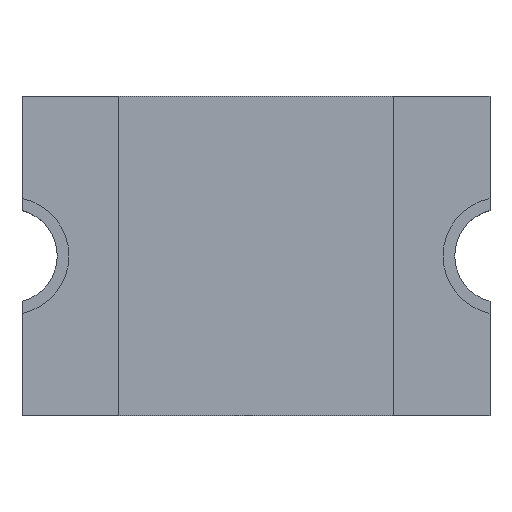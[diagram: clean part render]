
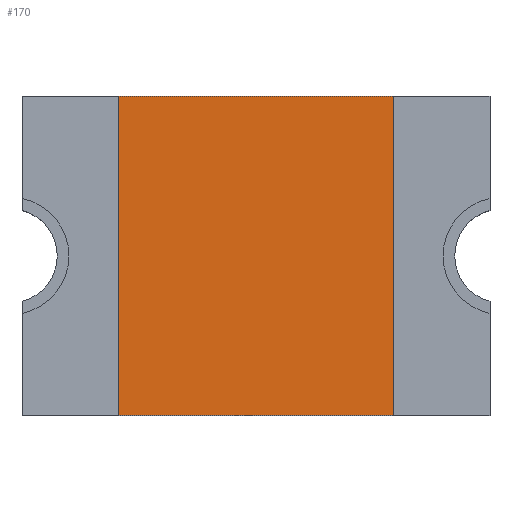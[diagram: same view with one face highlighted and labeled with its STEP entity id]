
A CAD part, top view. The second image highlights one B-rep face of the part: STEP entity #170.
In plain terms, the highlighted free-form (B-spline) face has degree [1, 1] with [2, 2] control points.
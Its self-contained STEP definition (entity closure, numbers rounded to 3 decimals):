
#81=CARTESIAN_POINT('',(-3.99,-0.98,1.6));
#82=VERTEX_POINT('',#81);
#89=CARTESIAN_POINT('',(-3.99,0.98,1.6));
#90=VERTEX_POINT('',#89);
#91=CARTESIAN_POINT('',(-4.19,0.,1.6));
#92=DIRECTION('',(0.0,0.0,-1.0));
#93=DIRECTION('',(1.0,0.0,0.0));
#94=AXIS2_PLACEMENT_3D('',#91,#92,#93);
#95=CIRCLE('',#94,1.0);
#96=EDGE_CURVE('',#90,#82,#95,.T.);
#107=CARTESIAN_POINT('',(3.99,2.72,1.6));
#108=CARTESIAN_POINT('',(3.99,-2.72,1.6));
#109=CARTESIAN_POINT('',(-3.99,2.72,1.6));
#110=CARTESIAN_POINT('',(-3.99,-2.72,1.6));
#111=B_SPLINE_SURFACE_WITH_KNOTS('',1,1,((#107,#109),(#108,#110)),.UNSPECIFIED.,.F.,.F.,.U.,(2,2),(2,2),(0.0,5.44),(0.0,7.98),.UNSPECIFIED.);
#112=ORIENTED_EDGE('',*,*,#96,.T.);
#113=CARTESIAN_POINT('',(-3.99,-2.72,1.6));
#114=VERTEX_POINT('',#113);
#115=CARTESIAN_POINT('',(-3.99,-2.72,1.6));
#116=DIRECTION('',(0.0,1.0,0.0));
#117=VECTOR('',#116,1.74);
#118=LINE('',#115,#117);
#119=EDGE_CURVE('',#82,#114,#118,.F.);
#120=ORIENTED_EDGE('',*,*,#119,.T.);
#121=CARTESIAN_POINT('',(3.99,-2.72,1.6));
#122=VERTEX_POINT('',#121);
#123=CARTESIAN_POINT('',(3.99,-2.72,1.6));
#124=DIRECTION('',(-1.0,0.0,0.0));
#125=VECTOR('',#124,7.98);
#126=LINE('',#123,#125);
#127=EDGE_CURVE('',#114,#122,#126,.F.);
#128=ORIENTED_EDGE('',*,*,#127,.T.);
#129=CARTESIAN_POINT('',(3.99,-0.98,1.6));
#130=VERTEX_POINT('',#129);
#131=CARTESIAN_POINT('',(3.99,-0.98,1.6));
#132=DIRECTION('',(0.0,-1.0,0.0));
#133=VECTOR('',#132,1.74);
#134=LINE('',#131,#133);
#135=EDGE_CURVE('',#130,#122,#134,.T.);
#136=ORIENTED_EDGE('',*,*,#135,.F.);
#137=CARTESIAN_POINT('',(3.99,0.98,1.6));
#138=VERTEX_POINT('',#137);
#139=CARTESIAN_POINT('',(4.19,0.,1.6));
#140=DIRECTION('',(0.0,0.0,-1.0));
#141=DIRECTION('',(-1.0,0.0,0.0));
#142=AXIS2_PLACEMENT_3D('',#139,#140,#141);
#143=CIRCLE('',#142,1.0);
#144=EDGE_CURVE('',#130,#138,#143,.T.);
#145=ORIENTED_EDGE('',*,*,#144,.T.);
#146=CARTESIAN_POINT('',(3.99,2.72,1.6));
#147=VERTEX_POINT('',#146);
#148=CARTESIAN_POINT('',(3.99,2.72,1.6));
#149=DIRECTION('',(0.0,-1.0,0.0));
#150=VECTOR('',#149,1.74);
#151=LINE('',#148,#150);
#152=EDGE_CURVE('',#147,#138,#151,.T.);
#153=ORIENTED_EDGE('',*,*,#152,.F.);
#154=CARTESIAN_POINT('',(-3.99,2.72,1.6));
#155=VERTEX_POINT('',#154);
#156=CARTESIAN_POINT('',(3.99,2.72,1.6));
#157=DIRECTION('',(-1.0,0.0,0.0));
#158=VECTOR('',#157,7.98);
#159=LINE('',#156,#158);
#160=EDGE_CURVE('',#147,#155,#159,.T.);
#161=ORIENTED_EDGE('',*,*,#160,.T.);
#162=CARTESIAN_POINT('',(-3.99,0.98,1.6));
#163=DIRECTION('',(0.0,1.0,0.0));
#164=VECTOR('',#163,1.74);
#165=LINE('',#162,#164);
#166=EDGE_CURVE('',#155,#90,#165,.F.);
#167=ORIENTED_EDGE('',*,*,#166,.T.);
#168=EDGE_LOOP('',(#112,#120,#128,#136,#145,#153,#161,#167));
#169=FACE_OUTER_BOUND('',#168,.T.);
#170=ADVANCED_FACE('',(#169),#111,.F.);
